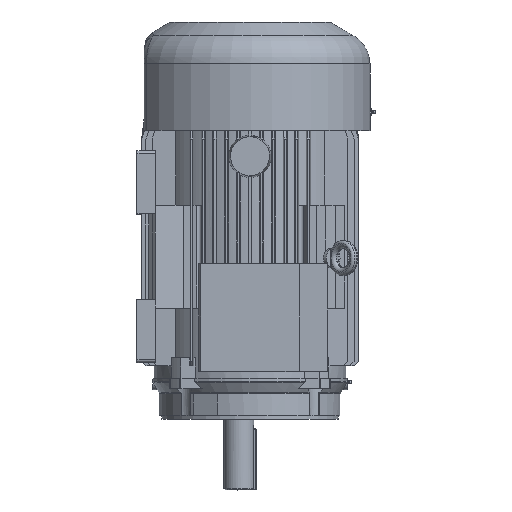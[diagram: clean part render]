
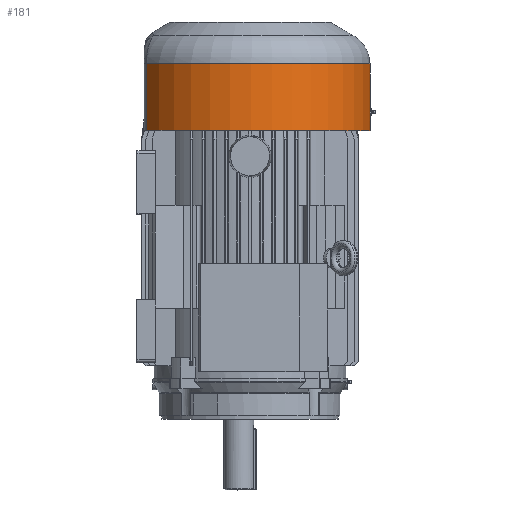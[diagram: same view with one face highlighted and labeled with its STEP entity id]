
A CAD part, top view. The second image highlights one B-rep face of the part: STEP entity #181.
In plain terms, the highlighted cylindrical face has radius 216.016 mm (diameter 432.033 mm), a partial arc.
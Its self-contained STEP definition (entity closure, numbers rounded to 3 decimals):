
#181 = ADVANCED_FACE( '', ( #1125, #1126 ), #1127, .T. );
#1125 = FACE_OUTER_BOUND( '', #2972, .T. );
#1126 = FACE_BOUND( '', #2973, .T. );
#1127 = CYLINDRICAL_SURFACE( '', #2974, 216.016 );
#2972 = EDGE_LOOP( '', ( #6973, #6974, #6975, #6976 ) );
#2973 = EDGE_LOOP( '', ( #6977, #6978, #6979, #6980, #6981, #6982 ) );
#2974 = AXIS2_PLACEMENT_3D( '', #6983, #6984, #6985 );
#6973 = ORIENTED_EDGE( '', *, *, #13970, .F. );
#6974 = ORIENTED_EDGE( '', *, *, #13971, .T. );
#6975 = ORIENTED_EDGE( '', *, *, #13972, .T. );
#6976 = ORIENTED_EDGE( '', *, *, #13973, .T. );
#6977 = ORIENTED_EDGE( '', *, *, #13974, .F. );
#6978 = ORIENTED_EDGE( '', *, *, #13975, .F. );
#6979 = ORIENTED_EDGE( '', *, *, #13976, .F. );
#6980 = ORIENTED_EDGE( '', *, *, #13977, .F. );
#6981 = ORIENTED_EDGE( '', *, *, #13978, .F. );
#6982 = ORIENTED_EDGE( '', *, *, #13979, .F. );
#6983 = CARTESIAN_POINT( '', ( 0., 609.33, 0. ) );
#6984 = DIRECTION( '', ( 0., 1., 0. ) );
#6985 = DIRECTION( '', ( 0., 0., -1. ) );
#13970 = EDGE_CURVE( '', #16489, #16490, #16491, .F. );
#13971 = EDGE_CURVE( '', #16489, #16492, #16493, .F. );
#13972 = EDGE_CURVE( '', #16492, #16494, #16495, .T. );
#13973 = EDGE_CURVE( '', #16494, #16490, #16496, .T. );
#13974 = EDGE_CURVE( '', #16497, #16498, #16499, .T. );
#13975 = EDGE_CURVE( '', #16500, #16497, #16501, .T. );
#13976 = EDGE_CURVE( '', #16502, #16500, #16503, .T. );
#13977 = EDGE_CURVE( '', #16504, #16502, #16505, .T. );
#13978 = EDGE_CURVE( '', #16506, #16504, #16507, .T. );
#13979 = EDGE_CURVE( '', #16498, #16506, #16508, .T. );
#16489 = VERTEX_POINT( '', #20713 );
#16490 = VERTEX_POINT( '', #20714 );
#16491 = CIRCLE( '', #20715, 216.016 );
#16492 = VERTEX_POINT( '', #20716 );
#16493 = LINE( '', #20717, #20718 );
#16494 = VERTEX_POINT( '', #20719 );
#16495 = CIRCLE( '', #20720, 216.016 );
#16496 = LINE( '', #20721, #20722 );
#16497 = VERTEX_POINT( '', #20723 );
#16498 = VERTEX_POINT( '', #20724 );
#16499 = ELLIPSE( '', #20725, 3943.377, 216.016 );
#16500 = VERTEX_POINT( '', #20726 );
#16501 = ELLIPSE( '', #20727, 242.14, 216.016 );
#16502 = VERTEX_POINT( '', #20728 );
#16503 = ELLIPSE( '', #20729, 257.981, 216.016 );
#16504 = VERTEX_POINT( '', #20730 );
#16505 = ELLIPSE( '', #20731, 3943.377, 216.016 );
#16506 = VERTEX_POINT( '', #20732 );
#16507 = ELLIPSE( '', #20733, 242.14, 216.016 );
#16508 = ELLIPSE( '', #20734, 257.981, 216.016 );
#20713 = CARTESIAN_POINT( '', ( -186.855, 446.39, -108.389 ) );
#20714 = CARTESIAN_POINT( '', ( -185.804, 446.39, 110.181 ) );
#20715 = AXIS2_PLACEMENT_3D( '', #28806, #28807, #28808 );
#20716 = CARTESIAN_POINT( '', ( -186.855, 566.39, -108.389 ) );
#20717 = CARTESIAN_POINT( '', ( -186.855, 609.33, -108.389 ) );
#20718 = VECTOR( '', #28809, 1000. );
#20719 = CARTESIAN_POINT( '', ( -185.804, 566.39, 110.181 ) );
#20720 = AXIS2_PLACEMENT_3D( '', #28810, #28811, #28812 );
#20721 = CARTESIAN_POINT( '', ( -185.804, 609.33, 110.181 ) );
#20722 = VECTOR( '', #28813, 1000. );
#20723 = CARTESIAN_POINT( '', ( 215.951, 476.426, -5.318 ) );
#20724 = CARTESIAN_POINT( '', ( 215.942, 482.768, -5.666 ) );
#20725 = AXIS2_PLACEMENT_3D( '', #28814, #28815, #28816 );
#20726 = CARTESIAN_POINT( '', ( 216.016, 473.557, 0.348 ) );
#20727 = AXIS2_PLACEMENT_3D( '', #28817, #28818, #28819 );
#20728 = CARTESIAN_POINT( '', ( 215.942, 477.029, 5.666 ) );
#20729 = AXIS2_PLACEMENT_3D( '', #28820, #28821, #28822 );
#20730 = CARTESIAN_POINT( '', ( 215.951, 483.37, 5.318 ) );
#20731 = AXIS2_PLACEMENT_3D( '', #28823, #28824, #28825 );
#20732 = CARTESIAN_POINT( '', ( 216.016, 486.24, -0.348 ) );
#20733 = AXIS2_PLACEMENT_3D( '', #28826, #28827, #28828 );
#20734 = AXIS2_PLACEMENT_3D( '', #28829, #28830, #28831 );
#28806 = CARTESIAN_POINT( '', ( 0., 446.39, 0. ) );
#28807 = DIRECTION( '', ( 0., 1., 0. ) );
#28808 = DIRECTION( '', ( 1., 0., 0. ) );
#28809 = DIRECTION( '', ( 0., -1., 0. ) );
#28810 = CARTESIAN_POINT( '', ( 0., 566.39, 0. ) );
#28811 = DIRECTION( '', ( 0., -1., 0. ) );
#28812 = DIRECTION( '', ( 0., 0., -1. ) );
#28813 = DIRECTION( '', ( 0., -1., 0. ) );
#28814 = CARTESIAN_POINT( '', ( 0., 379.496, 0. ) );
#28815 = DIRECTION( '', ( 0., 0.055, 0.998 ) );
#28816 = DIRECTION( '', ( 0., -0.998, 0.055 ) );
#28817 = CARTESIAN_POINT( '', ( 0., 473.733, 0. ) );
#28818 = DIRECTION( '', ( 0., 0.892, 0.452 ) );
#28819 = DIRECTION( '', ( 0., -0.452, 0.892 ) );
#28820 = CARTESIAN_POINT( '', ( 0., 473.33, 0. ) );
#28821 = DIRECTION( '', ( 0., 0.837, -0.547 ) );
#28822 = DIRECTION( '', ( 0., -0.547, -0.837 ) );
#28823 = CARTESIAN_POINT( '', ( 0., 580.301, 0. ) );
#28824 = DIRECTION( '', ( 0., -0.055, -0.998 ) );
#28825 = DIRECTION( '', ( 0., -0.998, 0.055 ) );
#28826 = CARTESIAN_POINT( '', ( 0., 486.063, 0. ) );
#28827 = DIRECTION( '', ( 0., -0.892, -0.452 ) );
#28828 = DIRECTION( '', ( 0., -0.452, 0.892 ) );
#28829 = CARTESIAN_POINT( '', ( 0., 486.467, 0. ) );
#28830 = DIRECTION( '', ( 0., -0.837, 0.547 ) );
#28831 = DIRECTION( '', ( 0., -0.547, -0.837 ) );
